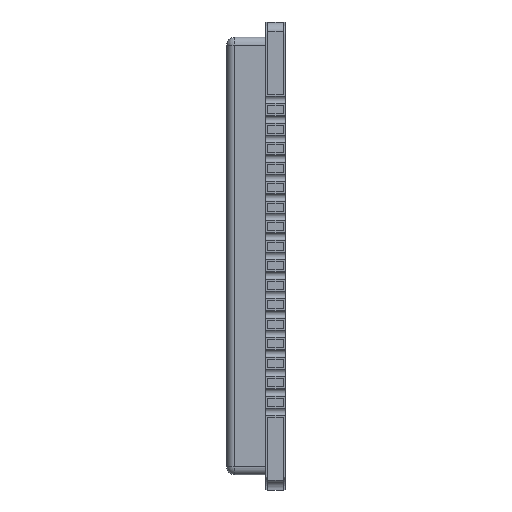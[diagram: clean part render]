
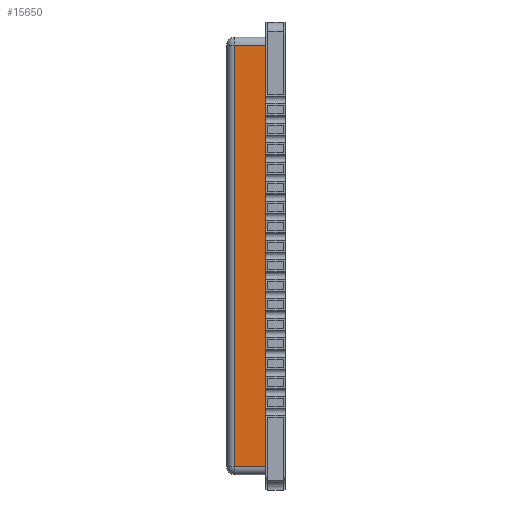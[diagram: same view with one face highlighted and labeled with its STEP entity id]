
A CAD part, left-side view. The second image highlights one B-rep face of the part: STEP entity #15650.
In plain terms, the highlighted planar face has unit normal (-1, 0, 0).
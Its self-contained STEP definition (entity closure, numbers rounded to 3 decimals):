
#10917 = DIRECTION ( 'NONE',  ( 0., 0., -1. ) ) ;
#10918 = VECTOR ( 'NONE', #10917, 1000. ) ;
#10919 = CARTESIAN_POINT ( 'NONE',  ( -11.22, 2.6, -11.22 ) ) ;
#10942 = PLANE ( 'NONE',  #10957 ) ;
#10954 = DIRECTION ( 'NONE',  ( 0., 0., -1. ) ) ;
#10955 = DIRECTION ( 'NONE',  ( 1., 0., 0. ) ) ;
#10956 = CARTESIAN_POINT ( 'NONE',  ( -11.22, 3., 11.22 ) ) ;
#10957 = AXIS2_PLACEMENT_3D ( 'NONE', #10956, #10955, #10954 ) ;
#10964 = FACE_OUTER_BOUND ( 'NONE', #15652, .T. ) ;
#10985 = LINE ( 'NONE', #10919, #10918 ) ;
#11216 = CARTESIAN_POINT ( 'NONE',  ( -11.22, 3., -10.82 ) ) ;
#11217 = LINE ( 'NONE', #11216, #11368 ) ;
#11243 = CARTESIAN_POINT ( 'NONE',  ( -11.22, 3., 10.82 ) ) ;
#11244 = LINE ( 'NONE', #11243, #11266 ) ;
#11265 = DIRECTION ( 'NONE',  ( 0., 1., 0. ) ) ;
#11266 = VECTOR ( 'NONE', #11265, 1000. ) ;
#11367 = DIRECTION ( 'NONE',  ( 0., -1., 0. ) ) ;
#11368 = VECTOR ( 'NONE', #11367, 1000. ) ;
#15650 = ADVANCED_FACE ( 'NONE', ( #10964 ), #10942, .F. ) ;
#15652 = EDGE_LOOP ( 'NONE', ( #15655, #15867, #15745, #15746 ) ) ;
#15655 = ORIENTED_EDGE ( 'NONE', *, *, #15657, .T. ) ;
#15657 = EDGE_CURVE ( 'NONE', #15864, #15866, #10985, .T. ) ;
#15744 = EDGE_CURVE ( 'NONE', #15866, #20703, #11217, .T. ) ;
#15745 = ORIENTED_EDGE ( 'NONE', *, *, #20857, .T. ) ;
#15746 = ORIENTED_EDGE ( 'NONE', *, *, #15748, .T. ) ;
#15748 = EDGE_CURVE ( 'NONE', #20822, #15864, #11244, .T. ) ;
#15864 = VERTEX_POINT ( 'NONE', #37730 ) ;
#15866 = VERTEX_POINT ( 'NONE', #37721 ) ;
#15867 = ORIENTED_EDGE ( 'NONE', *, *, #15744, .T. ) ;
#20703 = VERTEX_POINT ( 'NONE', #44233 ) ;
#20822 = VERTEX_POINT ( 'NONE', #44584 ) ;
#20857 = EDGE_CURVE ( 'NONE', #20703, #20822, #44739, .T. ) ;
#37721 = CARTESIAN_POINT ( 'NONE',  ( -11.22, 2.6, -10.82 ) ) ;
#37730 = CARTESIAN_POINT ( 'NONE',  ( -11.22, 2.6, 10.82 ) ) ;
#44233 = CARTESIAN_POINT ( 'NONE',  ( -11.22, 1., -10.82 ) ) ;
#44584 = CARTESIAN_POINT ( 'NONE',  ( -11.22, 1., 10.82 ) ) ;
#44736 = DIRECTION ( 'NONE',  ( 0., 0., 1. ) ) ;
#44737 = VECTOR ( 'NONE', #44736, 1000. ) ;
#44738 = CARTESIAN_POINT ( 'NONE',  ( -11.22, 1., 11.22 ) ) ;
#44739 = LINE ( 'NONE', #44738, #44737 ) ;
